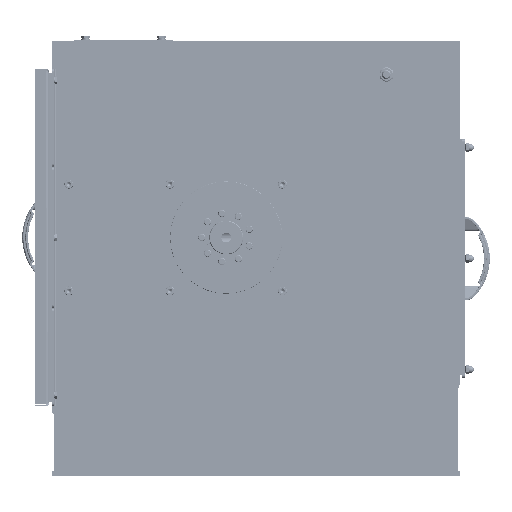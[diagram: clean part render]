
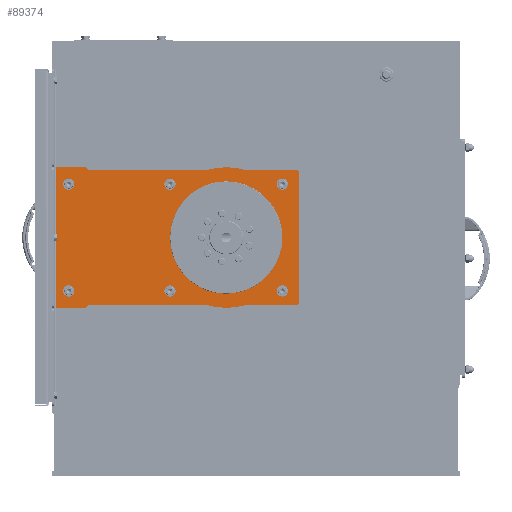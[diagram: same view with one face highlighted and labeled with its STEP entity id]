
A CAD part, left-side view. The second image highlights one B-rep face of the part: STEP entity #89374.
In plain terms, the highlighted planar face has unit normal (-1, 0, 0).
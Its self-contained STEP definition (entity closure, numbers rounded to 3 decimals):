
#1330=FACE_BOUND('',#13775,.T.);
#1331=FACE_BOUND('',#13776,.T.);
#1332=FACE_BOUND('',#13777,.T.);
#1333=FACE_BOUND('',#13778,.T.);
#1334=FACE_BOUND('',#13779,.T.);
#1335=FACE_BOUND('',#13780,.T.);
#1336=FACE_BOUND('',#13781,.T.);
#4233=PLANE('',#95742);
#8208=FACE_OUTER_BOUND('',#13774,.T.);
#13774=EDGE_LOOP('',(#61192,#61193,#61194,#61195,#61196,#61197,#61198,#61199,
#61200,#61201,#61202,#61203,#61204,#61205));
#13775=EDGE_LOOP('',(#61206));
#13776=EDGE_LOOP('',(#61207));
#13777=EDGE_LOOP('',(#61208));
#13778=EDGE_LOOP('',(#61209));
#13779=EDGE_LOOP('',(#61210));
#13780=EDGE_LOOP('',(#61211));
#13781=EDGE_LOOP('',(#61212));
#19794=LINE('',#134728,#26154);
#19800=LINE('',#134749,#26160);
#19803=LINE('',#134755,#26163);
#19807=LINE('',#134761,#26167);
#19810=LINE('',#134766,#26170);
#19813=LINE('',#134778,#26173);
#19816=LINE('',#134784,#26176);
#19819=LINE('',#134789,#26179);
#19821=LINE('',#134793,#26181);
#19822=LINE('',#134794,#26182);
#26154=VECTOR('',#108550,10.);
#26160=VECTOR('',#108570,10.);
#26163=VECTOR('',#108575,10.);
#26167=VECTOR('',#108581,10.);
#26170=VECTOR('',#108586,10.);
#26173=VECTOR('',#108597,10.);
#26176=VECTOR('',#108602,10.);
#26179=VECTOR('',#108607,10.);
#26181=VECTOR('',#108611,10.);
#26182=VECTOR('',#108612,10.);
#31627=CIRCLE('',#94233,10.);
#31645=CIRCLE('',#94270,10.);
#31682=CIRCLE('',#94353,10.);
#31684=CIRCLE('',#94357,10.);
#32202=CIRCLE('',#95438,10.);
#32238=CIRCLE('',#95512,10.);
#32326=CIRCLE('',#95657,99.5);
#32364=CIRCLE('',#95723,5.);
#32367=CIRCLE('',#95728,5.);
#32368=CIRCLE('',#95730,125.);
#32371=CIRCLE('',#95738,125.);
#36024=VERTEX_POINT('',#130381);
#36056=VERTEX_POINT('',#130491);
#36132=VERTEX_POINT('',#130765);
#36134=VERTEX_POINT('',#130772);
#37037=VERTEX_POINT('',#134011);
#37101=VERTEX_POINT('',#134231);
#37200=VERTEX_POINT('',#134555);
#37261=VERTEX_POINT('',#134718);
#37262=VERTEX_POINT('',#134719);
#37265=VERTEX_POINT('',#134727);
#37268=VERTEX_POINT('',#134735);
#37269=VERTEX_POINT('',#134739);
#37270=VERTEX_POINT('',#134740);
#37273=VERTEX_POINT('',#134748);
#37275=VERTEX_POINT('',#134754);
#37277=VERTEX_POINT('',#134764);
#37280=VERTEX_POINT('',#134771);
#37281=VERTEX_POINT('',#134773);
#37282=VERTEX_POINT('',#134777);
#37284=VERTEX_POINT('',#134783);
#37286=VERTEX_POINT('',#134792);
#44336=EDGE_CURVE('',#36024,#36024,#31627,.T.);
#44381=EDGE_CURVE('',#36056,#36056,#31645,.T.);
#44491=EDGE_CURVE('',#36132,#36132,#31682,.T.);
#44494=EDGE_CURVE('',#36134,#36134,#31684,.T.);
#45822=EDGE_CURVE('',#37037,#37037,#32202,.T.);
#45912=EDGE_CURVE('',#37101,#37101,#32238,.T.);
#46057=EDGE_CURVE('',#37200,#37200,#32326,.T.);
#46130=EDGE_CURVE('',#37261,#37262,#32364,.T.);
#46134=EDGE_CURVE('',#37262,#37265,#19794,.T.);
#46138=EDGE_CURVE('',#37265,#37268,#32367,.T.);
#46140=EDGE_CURVE('',#37269,#37270,#32368,.T.);
#46144=EDGE_CURVE('',#37270,#37273,#19800,.T.);
#46147=EDGE_CURVE('',#37273,#37275,#19803,.T.);
#46151=EDGE_CURVE('',#37261,#37269,#19807,.T.);
#46154=EDGE_CURVE('',#37275,#37277,#19810,.T.);
#46157=EDGE_CURVE('',#37281,#37280,#32371,.T.);
#46159=EDGE_CURVE('',#37282,#37281,#19813,.T.);
#46162=EDGE_CURVE('',#37284,#37282,#19816,.T.);
#46165=EDGE_CURVE('',#37280,#37268,#19819,.T.);
#46167=EDGE_CURVE('',#37286,#37277,#19821,.T.);
#46168=EDGE_CURVE('',#37284,#37286,#19822,.T.);
#61192=ORIENTED_EDGE('',*,*,#46130,.F.);
#61193=ORIENTED_EDGE('',*,*,#46151,.T.);
#61194=ORIENTED_EDGE('',*,*,#46140,.T.);
#61195=ORIENTED_EDGE('',*,*,#46144,.T.);
#61196=ORIENTED_EDGE('',*,*,#46147,.T.);
#61197=ORIENTED_EDGE('',*,*,#46154,.T.);
#61198=ORIENTED_EDGE('',*,*,#46167,.F.);
#61199=ORIENTED_EDGE('',*,*,#46168,.F.);
#61200=ORIENTED_EDGE('',*,*,#46162,.T.);
#61201=ORIENTED_EDGE('',*,*,#46159,.T.);
#61202=ORIENTED_EDGE('',*,*,#46157,.T.);
#61203=ORIENTED_EDGE('',*,*,#46165,.T.);
#61204=ORIENTED_EDGE('',*,*,#46138,.F.);
#61205=ORIENTED_EDGE('',*,*,#46134,.F.);
#61206=ORIENTED_EDGE('',*,*,#44336,.T.);
#61207=ORIENTED_EDGE('',*,*,#44381,.T.);
#61208=ORIENTED_EDGE('',*,*,#44491,.T.);
#61209=ORIENTED_EDGE('',*,*,#44494,.T.);
#61210=ORIENTED_EDGE('',*,*,#45822,.T.);
#61211=ORIENTED_EDGE('',*,*,#45912,.T.);
#61212=ORIENTED_EDGE('',*,*,#46057,.T.);
#89374=ADVANCED_FACE('',(#8208,#1330,#1331,#1332,#1333,#1334,#1335,#1336),
#4233,.F.);
#94233=AXIS2_PLACEMENT_3D('',#130382,#104713,#104714);
#94270=AXIS2_PLACEMENT_3D('',#130492,#104807,#104808);
#94353=AXIS2_PLACEMENT_3D('',#130766,#105025,#105026);
#94357=AXIS2_PLACEMENT_3D('',#130773,#105034,#105035);
#95438=AXIS2_PLACEMENT_3D('',#134012,#107852,#107853);
#95512=AXIS2_PLACEMENT_3D('',#134232,#108040,#108041);
#95657=AXIS2_PLACEMENT_3D('',#134557,#108375,#108376);
#95723=AXIS2_PLACEMENT_3D('',#134720,#108542,#108543);
#95728=AXIS2_PLACEMENT_3D('',#134736,#108557,#108558);
#95730=AXIS2_PLACEMENT_3D('',#134741,#108562,#108563);
#95738=AXIS2_PLACEMENT_3D('',#134774,#108592,#108593);
#95742=AXIS2_PLACEMENT_3D('',#134791,#108609,#108610);
#104713=DIRECTION('center_axis',(1.,0.,0.));
#104714=DIRECTION('ref_axis',(0.,-1.,0.));
#104807=DIRECTION('center_axis',(1.,0.,0.));
#104808=DIRECTION('ref_axis',(0.,-1.,0.));
#105025=DIRECTION('center_axis',(1.,0.,0.));
#105026=DIRECTION('ref_axis',(0.,-1.,0.));
#105034=DIRECTION('center_axis',(1.,0.,0.));
#105035=DIRECTION('ref_axis',(0.,-1.,0.));
#107852=DIRECTION('center_axis',(1.,0.,0.));
#107853=DIRECTION('ref_axis',(0.,-1.,0.));
#108040=DIRECTION('center_axis',(1.,0.,0.));
#108041=DIRECTION('ref_axis',(0.,-1.,0.));
#108375=DIRECTION('center_axis',(1.,0.,0.));
#108376=DIRECTION('ref_axis',(0.,-0.866,-0.5));
#108542=DIRECTION('center_axis',(1.,0.,0.));
#108543=DIRECTION('ref_axis',(0.,-0.707,0.707));
#108550=DIRECTION('',(0.,0.,-1.));
#108557=DIRECTION('center_axis',(1.,0.,0.));
#108558=DIRECTION('ref_axis',(0.,-0.707,-0.707));
#108562=DIRECTION('center_axis',(-1.,0.,0.));
#108563=DIRECTION('ref_axis',(0.,-0.28,-0.96));
#108570=DIRECTION('',(0.,1.,0.));
#108575=DIRECTION('',(0.,0.707,0.707));
#108581=DIRECTION('',(0.,1.,0.));
#108586=DIRECTION('',(0.,1.,0.));
#108592=DIRECTION('center_axis',(-1.,0.,0.));
#108593=DIRECTION('ref_axis',(0.,-0.28,0.96));
#108597=DIRECTION('',(0.,-1.,0.));
#108602=DIRECTION('',(0.,-0.707,0.707));
#108607=DIRECTION('',(0.,-1.,0.));
#108609=DIRECTION('center_axis',(1.,0.,0.));
#108610=DIRECTION('ref_axis',(0.,0.,
-1.));
#108611=DIRECTION('',(0.,0.,1.));
#108612=DIRECTION('',(0.,1.,0.));
#130381=CARTESIAN_POINT('',(-774.,-37.5,-245.));
#130382=CARTESIAN_POINT('Origin',(-774.,-47.5,-245.));
#130491=CARTESIAN_POINT('',(-774.,162.5,-245.));
#130492=CARTESIAN_POINT('Origin',(-774.,152.5,-245.));
#130765=CARTESIAN_POINT('',(-774.,-37.5,-435.));
#130766=CARTESIAN_POINT('Origin',(-774.,-47.5,-435.));
#130772=CARTESIAN_POINT('',(-774.,162.5,-435.));
#130773=CARTESIAN_POINT('Origin',(-774.,152.5,-435.));
#134011=CARTESIAN_POINT('',(-774.,342.5,-245.));
#134012=CARTESIAN_POINT('Origin',(-774.,332.5,-245.));
#134231=CARTESIAN_POINT('',(-774.,342.5,-435.));
#134232=CARTESIAN_POINT('Origin',(-774.,332.5,-435.));
#134555=CARTESIAN_POINT('',(-774.,138.67,-290.25));
#134557=CARTESIAN_POINT('Origin',(-774.,52.5,-340.));
#134718=CARTESIAN_POINT('',(-774.,-72.5,-220.));
#134719=CARTESIAN_POINT('',(-774.,-77.5,-225.));
#134720=CARTESIAN_POINT('Origin',(-774.,-72.5,-225.));
#134727=CARTESIAN_POINT('',(-774.,-77.5,-455.));
#134728=CARTESIAN_POINT('',(-774.,-77.5,-215.));
#134735=CARTESIAN_POINT('',(-774.,-72.5,-460.));
#134736=CARTESIAN_POINT('Origin',(-774.,-72.5,-455.));
#134739=CARTESIAN_POINT('',(-774.,17.5,-220.));
#134740=CARTESIAN_POINT('',(-774.,87.5,-220.));
#134741=CARTESIAN_POINT('Origin',(-774.,52.5,-340.));
#134748=CARTESIAN_POINT('',(-774.,297.5,-220.));
#134749=CARTESIAN_POINT('',(-774.,227.262,-220.));
#134754=CARTESIAN_POINT('',(-774.,302.5,-215.));
#134755=CARTESIAN_POINT('',(-774.,234.881,-282.619));
#134761=CARTESIAN_POINT('',(-774.,87.262,-220.));
#134764=CARTESIAN_POINT('',(-774.,354.5,-215.));
#134766=CARTESIAN_POINT('',(-774.,-77.5,-215.));
#134771=CARTESIAN_POINT('',(-774.,17.5,-460.));
#134773=CARTESIAN_POINT('',(-774.,87.5,-460.));
#134774=CARTESIAN_POINT('Origin',(-774.,52.5,-340.));
#134777=CARTESIAN_POINT('',(-774.,297.5,-460.));
#134778=CARTESIAN_POINT('',(-774.,227.262,-460.));
#134783=CARTESIAN_POINT('',(-774.,302.5,-465.));
#134784=CARTESIAN_POINT('',(-774.,234.881,-397.381));
#134789=CARTESIAN_POINT('',(-774.,87.262,-460.));
#134791=CARTESIAN_POINT('Origin',(-774.,157.024,-340.));
#134792=CARTESIAN_POINT('',(-774.,354.5,-465.));
#134793=CARTESIAN_POINT('',(-774.,354.5,-340.));
#134794=CARTESIAN_POINT('',(-774.,-77.5,-465.));
